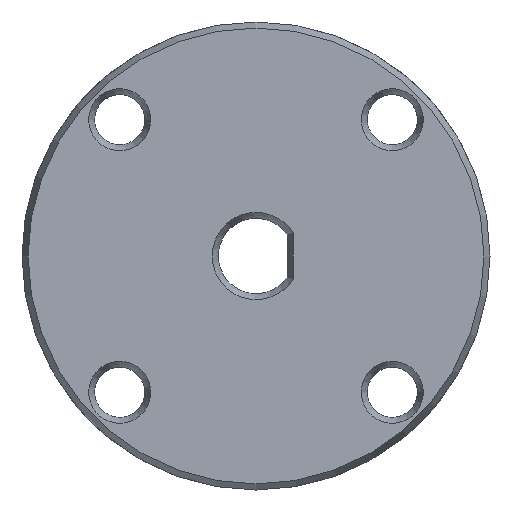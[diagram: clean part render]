
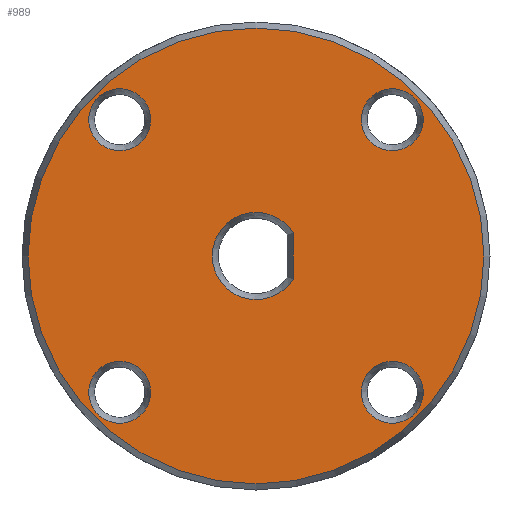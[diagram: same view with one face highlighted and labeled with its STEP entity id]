
A CAD part, front view. The second image highlights one B-rep face of the part: STEP entity #989.
In plain terms, the highlighted planar face has unit normal (0, -1, 0).
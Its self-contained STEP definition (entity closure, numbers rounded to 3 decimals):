
#53=FACE_BOUND('',#160,.T.);
#54=FACE_BOUND('',#161,.T.);
#55=FACE_BOUND('',#162,.T.);
#56=FACE_BOUND('',#163,.T.);
#57=FACE_BOUND('',#164,.T.);
#68=PLANE('',#1066);
#105=FACE_OUTER_BOUND('',#159,.T.);
#159=EDGE_LOOP('',(#687));
#160=EDGE_LOOP('',(#688));
#161=EDGE_LOOP('',(#689));
#162=EDGE_LOOP('',(#690));
#163=EDGE_LOOP('',(#691,#692));
#164=EDGE_LOOP('',(#693));
#228=LINE('',#1450,#310);
#310=VECTOR('',#1178,10.);
#393=CIRCLE('',#1065,18.925);
#394=CIRCLE('',#1067,2.575);
#395=CIRCLE('',#1068,2.575);
#396=CIRCLE('',#1069,2.575);
#397=CIRCLE('',#1070,3.625);
#398=CIRCLE('',#1071,2.575);
#435=VERTEX_POINT('',#1437);
#436=VERTEX_POINT('',#1441);
#437=VERTEX_POINT('',#1443);
#438=VERTEX_POINT('',#1445);
#439=VERTEX_POINT('',#1447);
#440=VERTEX_POINT('',#1448);
#441=VERTEX_POINT('',#1451);
#535=EDGE_CURVE('',#435,#435,#393,.T.);
#536=EDGE_CURVE('',#436,#436,#394,.T.);
#537=EDGE_CURVE('',#437,#437,#395,.T.);
#538=EDGE_CURVE('',#438,#438,#396,.T.);
#539=EDGE_CURVE('',#439,#440,#397,.T.);
#540=EDGE_CURVE('',#440,#439,#228,.T.);
#541=EDGE_CURVE('',#441,#441,#398,.T.);
#687=ORIENTED_EDGE('',*,*,#535,.F.);
#688=ORIENTED_EDGE('',*,*,#536,.F.);
#689=ORIENTED_EDGE('',*,*,#537,.F.);
#690=ORIENTED_EDGE('',*,*,#538,.F.);
#691=ORIENTED_EDGE('',*,*,#539,.F.);
#692=ORIENTED_EDGE('',*,*,#540,.F.);
#693=ORIENTED_EDGE('',*,*,#541,.F.);
#989=ADVANCED_FACE('',(#105,#53,#54,#55,#56,#57),#68,.F.);
#1065=AXIS2_PLACEMENT_3D('',#1439,#1166,#1167);
#1066=AXIS2_PLACEMENT_3D('',#1440,#1168,#1169);
#1067=AXIS2_PLACEMENT_3D('',#1442,#1170,#1171);
#1068=AXIS2_PLACEMENT_3D('',#1444,#1172,#1173);
#1069=AXIS2_PLACEMENT_3D('',#1446,#1174,#1175);
#1070=AXIS2_PLACEMENT_3D('',#1449,#1176,#1177);
#1071=AXIS2_PLACEMENT_3D('',#1452,#1179,#1180);
#1166=DIRECTION('center_axis',(0.,1.,0.));
#1167=DIRECTION('ref_axis',(1.,0.,0.));
#1168=DIRECTION('center_axis',(0.,1.,0.));
#1169=DIRECTION('ref_axis',(0.,0.,1.));
#1170=DIRECTION('center_axis',(0.,-1.,0.));
#1171=DIRECTION('ref_axis',(0.,0.,-1.));
#1172=DIRECTION('center_axis',(0.,-1.,0.));
#1173=DIRECTION('ref_axis',(0.,0.,1.));
#1174=DIRECTION('center_axis',(0.,-1.,0.));
#1175=DIRECTION('ref_axis',(1.,0.,0.));
#1176=DIRECTION('center_axis',(0.,-1.,0.));
#1177=DIRECTION('ref_axis',(-1.,0.,0.));
#1178=DIRECTION('',(0.,0.,1.));
#1179=DIRECTION('center_axis',(0.,-1.,0.));
#1180=DIRECTION('ref_axis',(-1.,0.,0.));
#1437=CARTESIAN_POINT('',(-18.925,0.,0.));
#1439=CARTESIAN_POINT('Origin',(0.,0.,0.));
#1440=CARTESIAN_POINT('Origin',(0.,0.,0.));
#1441=CARTESIAN_POINT('',(-11.314,0.,-8.739));
#1442=CARTESIAN_POINT('Origin',(-11.314,0.,-11.314));
#1443=CARTESIAN_POINT('',(11.314,0.,8.739));
#1444=CARTESIAN_POINT('Origin',(11.314,0.,11.314));
#1445=CARTESIAN_POINT('',(8.739,0.,-11.314));
#1446=CARTESIAN_POINT('Origin',(11.314,0.,-11.314));
#1447=CARTESIAN_POINT('',(3.075,0.,1.92));
#1448=CARTESIAN_POINT('',(3.075,0.,-1.92));
#1449=CARTESIAN_POINT('Origin',(0.,0.,0.));
#1450=CARTESIAN_POINT('',(3.075,0.,0.885));
#1451=CARTESIAN_POINT('',(-8.739,0.,11.314));
#1452=CARTESIAN_POINT('Origin',(-11.314,0.,11.314));
